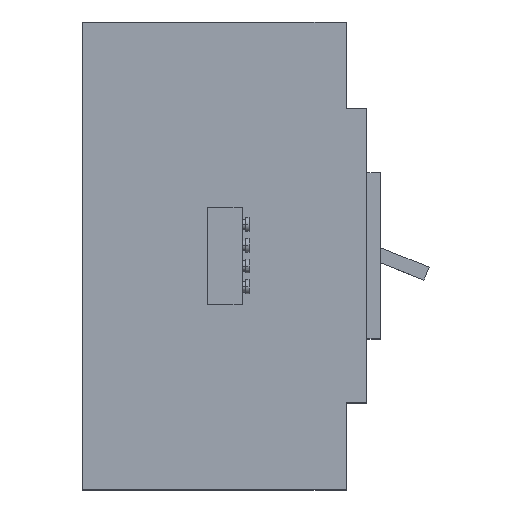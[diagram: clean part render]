
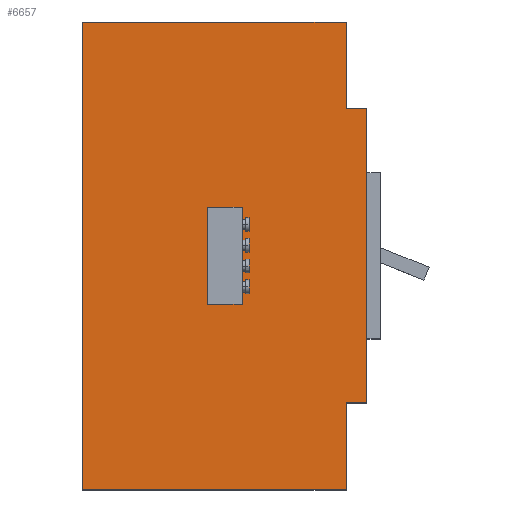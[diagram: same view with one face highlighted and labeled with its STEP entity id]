
A CAD part, top view. The second image highlights one B-rep face of the part: STEP entity #6657.
In plain terms, the highlighted planar face has unit normal (0, 0, 1).
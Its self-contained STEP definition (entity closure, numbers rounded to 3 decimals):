
#242 = LINE ( 'NONE', #13549, #243 ) ;
#243 = VECTOR ( 'NONE', #13550, 1000. ) ;
#262 = LINE ( 'NONE', #19742, #263 ) ;
#263 = VECTOR ( 'NONE', #19743, 1000. ) ;
#481 = FACE_OUTER_BOUND ( 'NONE', #12603, .T. ) ;
#2892 = EDGE_CURVE ( 'NONE', #13823, #13801, #18049, .T. ) ;
#2896 = EDGE_CURVE ( 'NONE', #13828, #13823, #18057, .T. ) ;
#2938 = EDGE_CURVE ( 'NONE', #13859, #13828, #18130, .T. ) ;
#2939 = EDGE_CURVE ( 'NONE', #24973, #13859, #18132, .T. ) ;
#2941 = EDGE_CURVE ( 'NONE', #13810, #24974, #18115, .T. ) ;
#4631 = AXIS2_PLACEMENT_3D ( 'NONE', #20565, #20571, #20572 ) ;
#5589 = EDGE_CURVE ( 'NONE', #24974, #24973, #18962, .T. ) ;
#5755 = EDGE_CURVE ( 'NONE', #13801, #13800, #242, .T. ) ;
#5768 = EDGE_CURVE ( 'NONE', #13800, #13810, #262, .T. ) ;
#6657 = ADVANCED_FACE ( 'NONE', ( #481 ), #20562, .F. ) ;
#7998 = CARTESIAN_POINT ( 'NONE',  ( 82., 42.5, 38. ) ) ;
#7999 = CARTESIAN_POINT ( 'NONE',  ( 82., -42.5, 38. ) ) ;
#8855 = CARTESIAN_POINT ( 'NONE',  ( 0., -67.5, 38. ) ) ;
#8874 = DIRECTION ( 'NONE',  ( 0., -1., 0. ) ) ;
#8881 = CARTESIAN_POINT ( 'NONE',  ( 0., 67.5, 38. ) ) ;
#8882 = DIRECTION ( 'NONE',  ( -1., 0., 0. ) ) ;
#8972 = CARTESIAN_POINT ( 'NONE',  ( 82., -42.5, 38. ) ) ;
#8976 = CARTESIAN_POINT ( 'NONE',  ( 76., 67.5, 38. ) ) ;
#8977 = DIRECTION ( 'NONE',  ( 0., 1., 0. ) ) ;
#8978 = CARTESIAN_POINT ( 'NONE',  ( 76., 42.5, 38. ) ) ;
#8979 = DIRECTION ( 'NONE',  ( -1., 0., 0. ) ) ;
#8983 = DIRECTION ( 'NONE',  ( 1., 0., 0. ) ) ;
#12603 = EDGE_LOOP ( 'NONE', ( #19172, #19173, #19174, #19175, #19176, #19177, #19178, #19179 ) ) ;
#12748 = CARTESIAN_POINT ( 'NONE',  ( 82., 42.5, 38. ) ) ;
#12749 = DIRECTION ( 'NONE',  ( 0., 1., 0. ) ) ;
#13549 = CARTESIAN_POINT ( 'NONE',  ( 76., -67.5, 38. ) ) ;
#13550 = DIRECTION ( 'NONE',  ( 1., 0., 0. ) ) ;
#13800 = VERTEX_POINT ( 'NONE', #22697 ) ;
#13801 = VERTEX_POINT ( 'NONE', #22698 ) ;
#13810 = VERTEX_POINT ( 'NONE', #22707 ) ;
#13823 = VERTEX_POINT ( 'NONE', #22720 ) ;
#13828 = VERTEX_POINT ( 'NONE', #22725 ) ;
#13859 = VERTEX_POINT ( 'NONE', #22756 ) ;
#18043 = VECTOR ( 'NONE', #8874, 1000. ) ;
#18049 = LINE ( 'NONE', #8855, #18043 ) ;
#18057 = LINE ( 'NONE', #8881, #18058 ) ;
#18058 = VECTOR ( 'NONE', #8882, 1000. ) ;
#18115 = LINE ( 'NONE', #8972, #18136 ) ;
#18130 = LINE ( 'NONE', #8976, #18131 ) ;
#18131 = VECTOR ( 'NONE', #8977, 1000. ) ;
#18132 = LINE ( 'NONE', #8978, #18133 ) ;
#18133 = VECTOR ( 'NONE', #8979, 1000. ) ;
#18136 = VECTOR ( 'NONE', #8983, 1000. ) ;
#18962 = LINE ( 'NONE', #12748, #18963 ) ;
#18963 = VECTOR ( 'NONE', #12749, 1000. ) ;
#19172 = ORIENTED_EDGE ( 'NONE', *, *, #5755, .T. ) ;
#19173 = ORIENTED_EDGE ( 'NONE', *, *, #5768, .T. ) ;
#19174 = ORIENTED_EDGE ( 'NONE', *, *, #2941, .T. ) ;
#19175 = ORIENTED_EDGE ( 'NONE', *, *, #5589, .T. ) ;
#19176 = ORIENTED_EDGE ( 'NONE', *, *, #2939, .T. ) ;
#19177 = ORIENTED_EDGE ( 'NONE', *, *, #2938, .T. ) ;
#19178 = ORIENTED_EDGE ( 'NONE', *, *, #2896, .T. ) ;
#19179 = ORIENTED_EDGE ( 'NONE', *, *, #2892, .T. ) ;
#19742 = CARTESIAN_POINT ( 'NONE',  ( 76., -42.5, 38. ) ) ;
#19743 = DIRECTION ( 'NONE',  ( 0., 1., 0. ) ) ;
#20562 = PLANE ( 'NONE',  #4631 ) ;
#20565 = CARTESIAN_POINT ( 'NONE',  ( 0., -67.5, 38. ) ) ;
#20571 = DIRECTION ( 'NONE',  ( 0., 0., -1. ) ) ;
#20572 = DIRECTION ( 'NONE',  ( -1., 0., 0. ) ) ;
#22697 = CARTESIAN_POINT ( 'NONE',  ( 76., -67.5, 38. ) ) ;
#22698 = CARTESIAN_POINT ( 'NONE',  ( 0., -67.5, 38. ) ) ;
#22707 = CARTESIAN_POINT ( 'NONE',  ( 76., -42.5, 38. ) ) ;
#22720 = CARTESIAN_POINT ( 'NONE',  ( 0., 67.5, 38. ) ) ;
#22725 = CARTESIAN_POINT ( 'NONE',  ( 76., 67.5, 38. ) ) ;
#22756 = CARTESIAN_POINT ( 'NONE',  ( 76., 42.5, 38. ) ) ;
#24973 = VERTEX_POINT ( 'NONE', #7998 ) ;
#24974 = VERTEX_POINT ( 'NONE', #7999 ) ;
